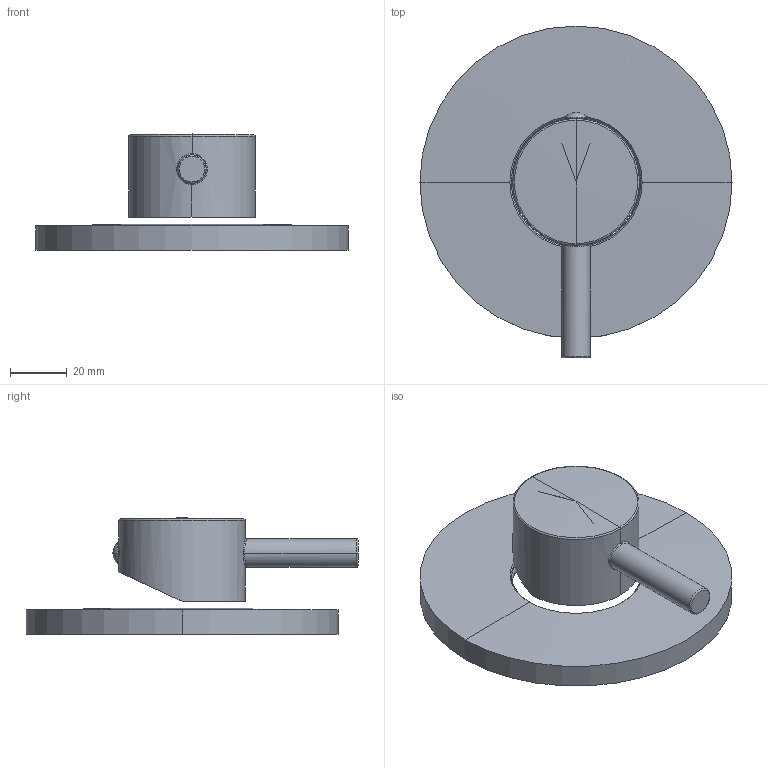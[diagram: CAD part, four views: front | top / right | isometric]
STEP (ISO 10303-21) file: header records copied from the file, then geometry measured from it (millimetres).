
FILE_DESCRIPTION((''),'2;1');
FILE_NAME('LIG011CREST','2021-11-04T13:16:53',('ut3'),('PAFFONI SpA'),'CREO PARAMETRIC BY PTC INC, 2020044','CREO PARAMETRIC BY PTC INC, 2020044','');
FILE_SCHEMA(('CONFIG_CONTROL_DESIGN','SHAPE_APPEARANCE_LAYERS_GROUPS'));
Length unit declared in the file: millimetre
Products named in the file (1): LIG011CREST
Bounding box: 110 x 117 x 40.95 mm (x, y, z)
Volume: 39276.3 mm3; surface area: 36753.1 mm2
Topology: 2 solids, 2 shells, 189 faces, 443 edges, 256 vertices
Faces by surface type: cylinder 56, plane 48, torus 24, bspline 22, cone 21, sphere 18
Entity records: 8777 total; most frequent: CARTESIAN_POINT 3245, ORIENTED_EDGE 878, DIRECTION 860, EDGE_CURVE 439, AXIS2_PLACEMENT_3D 350, VERTEX_POINT 256, EDGE_LOOP 201, FACE_OUTER_BOUND 189
